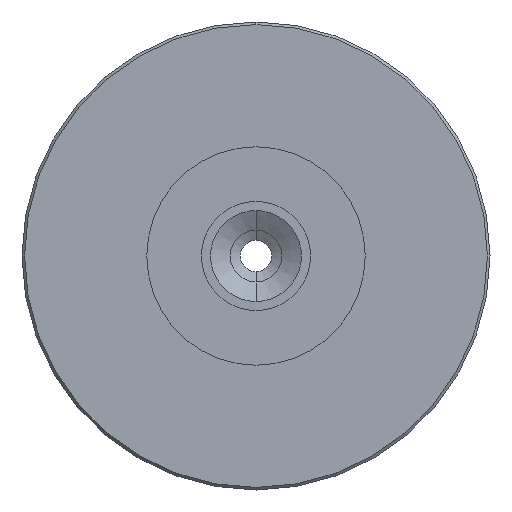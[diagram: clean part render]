
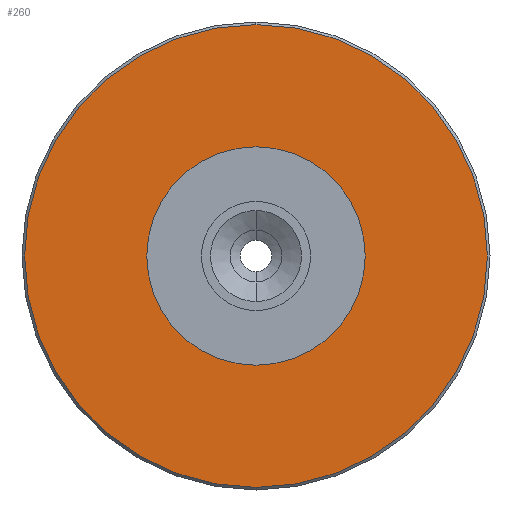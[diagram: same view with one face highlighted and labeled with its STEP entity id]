
A CAD part, left-side view. The second image highlights one B-rep face of the part: STEP entity #260.
In plain terms, the highlighted planar face has unit normal (-1, 0, 0).
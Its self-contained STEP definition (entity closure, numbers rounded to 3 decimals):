
#31 = EDGE_LOOP ( 'NONE', ( #74, #879 ) ) ;
#57 = AXIS2_PLACEMENT_3D ( 'NONE', #740, #812, #873 ) ;
#60 = CARTESIAN_POINT ( 'NONE',  ( 0., 0., -21. ) ) ;
#67 = DIRECTION ( 'NONE',  ( 0., 0., 1. ) ) ;
#74 = ORIENTED_EDGE ( 'NONE', *, *, #198, .T. ) ;
#81 = CARTESIAN_POINT ( 'NONE',  ( 0., 0., 0. ) ) ;
#128 = CARTESIAN_POINT ( 'NONE',  ( 0., 0., -44.5 ) ) ;
#171 = DIRECTION ( 'NONE',  ( 0., 0., 1. ) ) ;
#198 = EDGE_CURVE ( 'NONE', #758, #319, #687, .T. ) ;
#244 = DIRECTION ( 'NONE',  ( 0., 0., 1. ) ) ;
#255 = PLANE ( 'NONE',  #949 ) ;
#260 = ADVANCED_FACE ( 'NONE', ( #330, #862 ), #255, .T. ) ;
#276 = DIRECTION ( 'NONE',  ( -1., 0., 0. ) ) ;
#319 = VERTEX_POINT ( 'NONE', #952 ) ;
#330 = FACE_OUTER_BOUND ( 'NONE', #31, .T. ) ;
#403 = AXIS2_PLACEMENT_3D ( 'NONE', #648, #276, #939 ) ;
#408 = DIRECTION ( 'NONE',  ( -1., 0., 0. ) ) ;
#413 = EDGE_LOOP ( 'NONE', ( #744, #723 ) ) ;
#439 = CARTESIAN_POINT ( 'NONE',  ( 0., 0., 21. ) ) ;
#450 = EDGE_CURVE ( 'NONE', #319, #758, #777, .T. ) ;
#469 = DIRECTION ( 'NONE',  ( -1., 0., 0. ) ) ;
#512 = CIRCLE ( 'NONE', #795, 21. ) ;
#648 = CARTESIAN_POINT ( 'NONE',  ( 0., 0., 0. ) ) ;
#678 = CARTESIAN_POINT ( 'NONE',  ( 0., 0., 0. ) ) ;
#687 = CIRCLE ( 'NONE', #688, 44.5 ) ;
#688 = AXIS2_PLACEMENT_3D ( 'NONE', #699, #768, #171 ) ;
#699 = CARTESIAN_POINT ( 'NONE',  ( 0., 0., 0. ) ) ;
#723 = ORIENTED_EDGE ( 'NONE', *, *, #882, .F. ) ;
#740 = CARTESIAN_POINT ( 'NONE',  ( 0., 0., 0. ) ) ;
#742 = EDGE_CURVE ( 'NONE', #804, #785, #809, .T. ) ;
#744 = ORIENTED_EDGE ( 'NONE', *, *, #742, .F. ) ;
#758 = VERTEX_POINT ( 'NONE', #128 ) ;
#768 = DIRECTION ( 'NONE',  ( -1., 0., 0. ) ) ;
#777 = CIRCLE ( 'NONE', #403, 44.5 ) ;
#785 = VERTEX_POINT ( 'NONE', #60 ) ;
#795 = AXIS2_PLACEMENT_3D ( 'NONE', #678, #469, #67 ) ;
#804 = VERTEX_POINT ( 'NONE', #439 ) ;
#809 = CIRCLE ( 'NONE', #57, 21. ) ;
#812 = DIRECTION ( 'NONE',  ( -1., 0., 0. ) ) ;
#862 = FACE_BOUND ( 'NONE', #413, .T. ) ;
#873 = DIRECTION ( 'NONE',  ( 0., 0., 1. ) ) ;
#879 = ORIENTED_EDGE ( 'NONE', *, *, #450, .T. ) ;
#882 = EDGE_CURVE ( 'NONE', #785, #804, #512, .T. ) ;
#939 = DIRECTION ( 'NONE',  ( 0., 0., 1. ) ) ;
#949 = AXIS2_PLACEMENT_3D ( 'NONE', #81, #408, #244 ) ;
#952 = CARTESIAN_POINT ( 'NONE',  ( 0., 0., 44.5 ) ) ;
